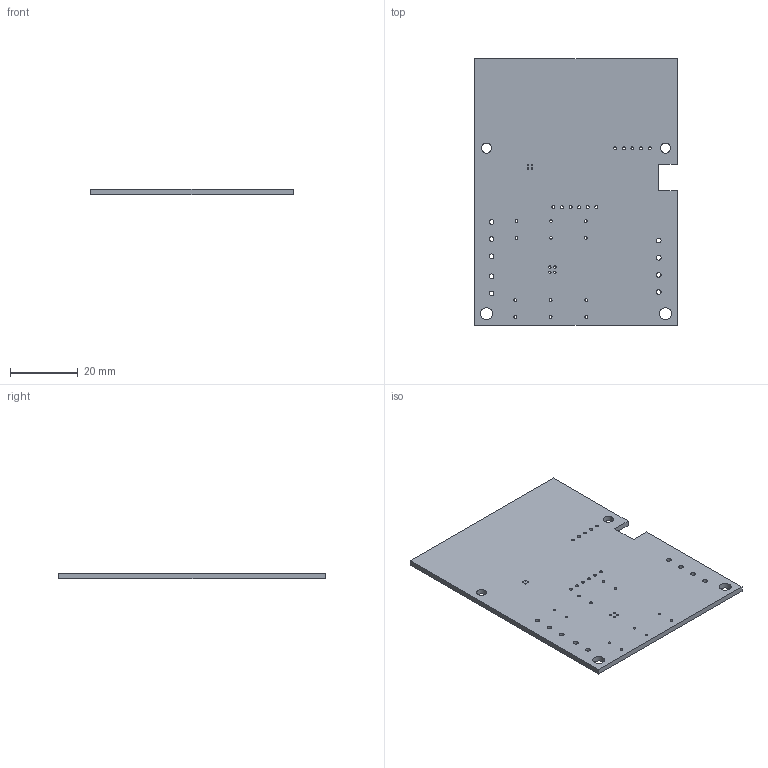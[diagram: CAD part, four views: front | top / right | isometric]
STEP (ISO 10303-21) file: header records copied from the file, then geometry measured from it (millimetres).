
FILE_DESCRIPTION(('KiCad electronic assembly'),'2;1');
FILE_NAME('LedBandRadio.stp','2017-08-28T15:53:30',('An Author'),( 'A Company'),'Open CASCADE STEP processor 6.8', 'KiCad to STEP converter','Unknown');
FILE_SCHEMA(('AUTOMOTIVE_DESIGN_CC2 { 1 2 10303 214 -1 1 5 4 }'));
Length unit declared in the file: millimetre
Products named in the file (2): Open CASCADE STEP translator 6.8 1; COMPOUND
Assembly tree (1 placements, depth 2):
  Open CASCADE STEP translator 6.8 1
    COMPOUND
Bounding box: 60 x 79 x 1.6 mm (x, y, z)
Volume: 7414.4 mm3; surface area: 9979.6 mm2
Topology: 1 solids, 1 shells, 54 faces, 156 edges, 104 vertices
Faces by surface type: cylinder 44, plane 10
Full cylindrical faces by diameter (mm): 0.4 x4, 0.7 x4, 0.8 x12, 0.9 x11, 1.4 x9, 3 x2, 3.5 x2
Entity records: 4079 total; most frequent: DIRECTION 668, CARTESIAN_POINT 628, ORIENTED_EDGE 312, PCURVE 312, DEFINITIONAL_REPRESENTATION 312, LINE 292, VECTOR 292, CIRCLE 176
